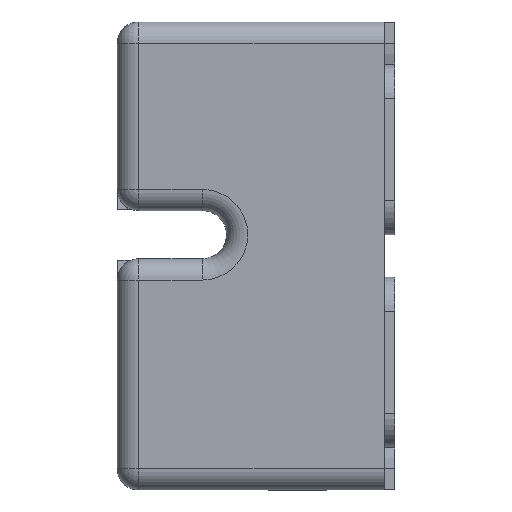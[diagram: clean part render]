
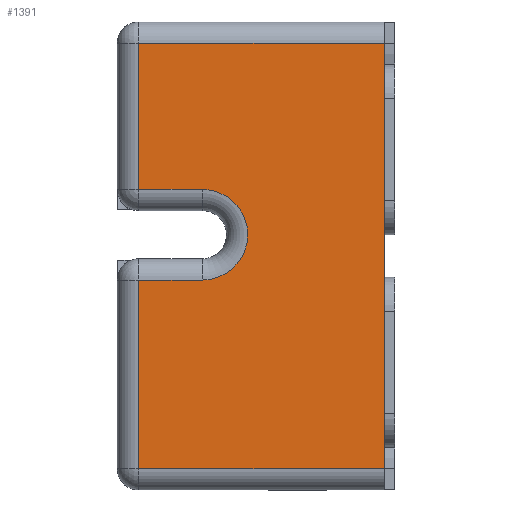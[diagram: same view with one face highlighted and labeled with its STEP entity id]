
A CAD part, left-side view. The second image highlights one B-rep face of the part: STEP entity #1391.
In plain terms, the highlighted planar face has unit normal (-1, 0, 0).
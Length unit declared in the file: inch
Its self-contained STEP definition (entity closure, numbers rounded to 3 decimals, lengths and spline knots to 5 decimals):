
#21 = CARTESIAN_POINT ( 'NONE',  ( -1.20472, 1.13, -0.14125 ) ) ;
#112 = EDGE_CURVE ( 'NONE', #3966, #3395, #7469, .T. ) ;
#202 = LINE ( 'NONE', #1778, #8167 ) ;
#259 = VECTOR ( 'NONE', #4079, 39.37008 ) ;
#538 = DIRECTION ( 'NONE',  ( 0., 0., -1. ) ) ;
#583 = CARTESIAN_POINT ( 'NONE',  ( -1.20472, 1.505, -1.375 ) ) ;
#854 = PLANE ( 'NONE',  #4172 ) ;
#1334 = CARTESIAN_POINT ( 'NONE',  ( -1.20472, 1.505, -1.375 ) ) ;
#1391 = ADVANCED_FACE ( 'NONE', ( #7328 ), #854, .F. ) ;
#1523 = ORIENTED_EDGE ( 'NONE', *, *, #8734, .T. ) ;
#1744 = CARTESIAN_POINT ( 'NONE',  ( -1.20472, 1.63, 1.375 ) ) ;
#1778 = CARTESIAN_POINT ( 'NONE',  ( -1.20472, 0.06, 0. ) ) ;
#1887 = EDGE_CURVE ( 'NONE', #8842, #2322, #202, .T. ) ;
#2123 = CARTESIAN_POINT ( 'NONE',  ( -1.20472, 1.505, 1.25 ) ) ;
#2292 = EDGE_CURVE ( 'NONE', #7213, #2322, #4952, .T. ) ;
#2322 = VERTEX_POINT ( 'NONE', #7394 ) ;
#2362 = CARTESIAN_POINT ( 'NONE',  ( -1.20472, 1.13, 0.125 ) ) ;
#2536 = DIRECTION ( 'NONE',  ( 0., -1., 0. ) ) ;
#2588 = CARTESIAN_POINT ( 'NONE',  ( -1.20472, 1.63, 1.25 ) ) ;
#2790 = EDGE_CURVE ( 'NONE', #5407, #7213, #5143, .T. ) ;
#2818 = VERTEX_POINT ( 'NONE', #2123 ) ;
#2959 = EDGE_LOOP ( 'NONE', ( #9599, #1523, #8857, #6231, #4871, #4080, #8807, #8274 ) ) ;
#2993 = AXIS2_PLACEMENT_3D ( 'NONE', #2362, #5544, #8740 ) ;
#3395 = VERTEX_POINT ( 'NONE', #21 ) ;
#3530 = LINE ( 'NONE', #9128, #6021 ) ;
#3828 = EDGE_CURVE ( 'NONE', #2818, #5757, #4625, .T. ) ;
#3966 = VERTEX_POINT ( 'NONE', #7470 ) ;
#4050 = DIRECTION ( 'NONE',  ( 0., 0., -1. ) ) ;
#4079 = DIRECTION ( 'NONE',  ( 0., 1., 0. ) ) ;
#4080 = ORIENTED_EDGE ( 'NONE', *, *, #9356, .T. ) ;
#4172 = AXIS2_PLACEMENT_3D ( 'NONE', #1744, #8161, #4050 ) ;
#4582 = CARTESIAN_POINT ( 'NONE',  ( -1.20472, 0.06, 1.25 ) ) ;
#4625 = LINE ( 'NONE', #583, #8920 ) ;
#4864 = LINE ( 'NONE', #9725, #259 ) ;
#4871 = ORIENTED_EDGE ( 'NONE', *, *, #112, .T. ) ;
#4952 = LINE ( 'NONE', #8979, #6355 ) ;
#5143 = LINE ( 'NONE', #1334, #7888 ) ;
#5407 = VERTEX_POINT ( 'NONE', #6951 ) ;
#5542 = DIRECTION ( 'NONE',  ( 0., 0., -1. ) ) ;
#5544 = DIRECTION ( 'NONE',  ( 1., 0., 0. ) ) ;
#5757 = VERTEX_POINT ( 'NONE', #10243 ) ;
#6021 = VECTOR ( 'NONE', #2536, 39.37008 ) ;
#6231 = ORIENTED_EDGE ( 'NONE', *, *, #8669, .T. ) ;
#6355 = VECTOR ( 'NONE', #8076, 39.37008 ) ;
#6951 = CARTESIAN_POINT ( 'NONE',  ( -1.20472, 1.505, -0.14125 ) ) ;
#7213 = VERTEX_POINT ( 'NONE', #7288 ) ;
#7288 = CARTESIAN_POINT ( 'NONE',  ( -1.20472, 1.505, -1.25 ) ) ;
#7328 = FACE_OUTER_BOUND ( 'NONE', #2959, .T. ) ;
#7394 = CARTESIAN_POINT ( 'NONE',  ( -1.20472, 0.06, -1.25 ) ) ;
#7469 = CIRCLE ( 'NONE', #2993, 0.26625 ) ;
#7470 = CARTESIAN_POINT ( 'NONE',  ( -1.20472, 1.13, 0.39125 ) ) ;
#7698 = VECTOR ( 'NONE', #9698, 39.37008 ) ;
#7888 = VECTOR ( 'NONE', #538, 39.37008 ) ;
#8076 = DIRECTION ( 'NONE',  ( 0., -1., 0. ) ) ;
#8161 = DIRECTION ( 'NONE',  ( 1., 0., 0. ) ) ;
#8167 = VECTOR ( 'NONE', #9884, 39.37008 ) ;
#8274 = ORIENTED_EDGE ( 'NONE', *, *, #2292, .T. ) ;
#8669 = EDGE_CURVE ( 'NONE', #5757, #3966, #3530, .T. ) ;
#8734 = EDGE_CURVE ( 'NONE', #8842, #2818, #9753, .T. ) ;
#8740 = DIRECTION ( 'NONE',  ( 0., 0., -1. ) ) ;
#8807 = ORIENTED_EDGE ( 'NONE', *, *, #2790, .T. ) ;
#8842 = VERTEX_POINT ( 'NONE', #4582 ) ;
#8857 = ORIENTED_EDGE ( 'NONE', *, *, #3828, .T. ) ;
#8920 = VECTOR ( 'NONE', #5542, 39.37008 ) ;
#8979 = CARTESIAN_POINT ( 'NONE',  ( -1.20472, 1.63, -1.25 ) ) ;
#9128 = CARTESIAN_POINT ( 'NONE',  ( -1.20472, 1.63, 0.39125 ) ) ;
#9356 = EDGE_CURVE ( 'NONE', #3395, #5407, #4864, .T. ) ;
#9599 = ORIENTED_EDGE ( 'NONE', *, *, #1887, .F. ) ;
#9698 = DIRECTION ( 'NONE',  ( 0., 1., 0. ) ) ;
#9725 = CARTESIAN_POINT ( 'NONE',  ( -1.20472, 1.63, -0.14125 ) ) ;
#9753 = LINE ( 'NONE', #2588, #7698 ) ;
#9884 = DIRECTION ( 'NONE',  ( 0., 0., -1. ) ) ;
#10243 = CARTESIAN_POINT ( 'NONE',  ( -1.20472, 1.505, 0.39125 ) ) ;
